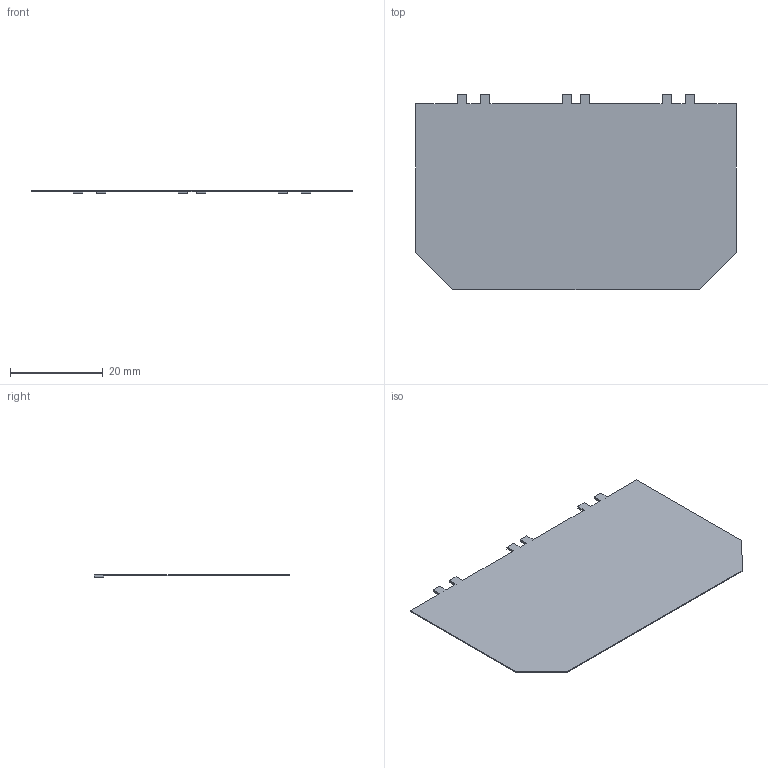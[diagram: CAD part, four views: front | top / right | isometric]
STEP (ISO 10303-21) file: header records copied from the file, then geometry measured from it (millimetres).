
FILE_DESCRIPTION (( 'STEP AP203' ), '1' );
FILE_NAME ('UTJ Solar Cell SolidWorks.STEP', '2020-07-15T16:07:10', ( '' ), ( '' ), 'SwSTEP 2.0', 'SolidWorks 2019', '' );
FILE_SCHEMA (( 'CONFIG_CONTROL_DESIGN' ));
Length unit declared in the file: millimetre
Products named in the file (1): UTJ Solar Cell SolidWorks
Bounding box: 69 x 42 x 0.5 mm (x, y, z)
Volume: 551.2 mm3; surface area: 5500.9 mm2
Topology: 1 solids, 1 shells, 44 faces, 114 edges, 72 vertices
Faces by surface type: plane 44
Entity records: 1379 total; most frequent: CARTESIAN_POINT 231, ORIENTED_EDGE 228, DIRECTION 204, VECTOR 114, EDGE_CURVE 114, LINE 114, VERTEX_POINT 72, AXIS2_PLACEMENT_3D 45
